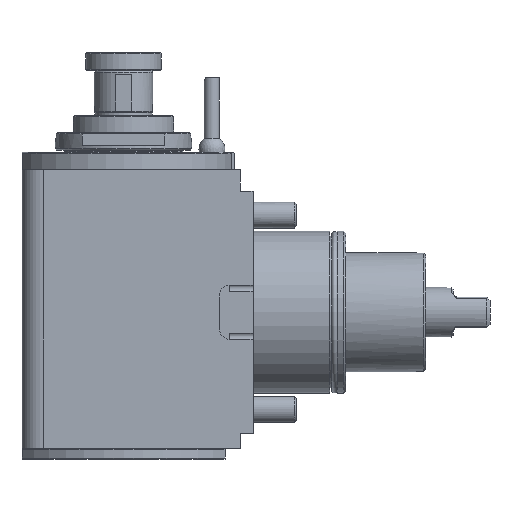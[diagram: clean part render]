
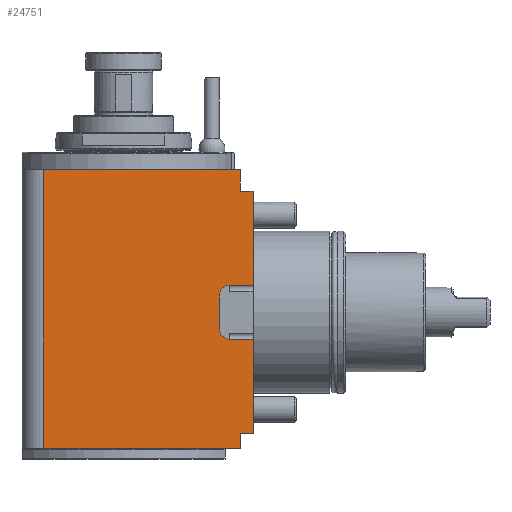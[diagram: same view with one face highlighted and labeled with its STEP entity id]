
A CAD part, left-side view. The second image highlights one B-rep face of the part: STEP entity #24751.
In plain terms, the highlighted planar face has unit normal (-1, 0, 0).
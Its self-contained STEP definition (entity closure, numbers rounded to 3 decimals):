
#346 = VERTEX_POINT ( 'NONE', #2650 ) ;
#655 = CARTESIAN_POINT ( 'NONE',  ( -56., -140., -63. ) ) ;
#948 = ORIENTED_EDGE ( 'NONE', *, *, #23816, .T. ) ;
#959 = VECTOR ( 'NONE', #15456, 1000. ) ;
#1064 = LINE ( 'NONE', #17666, #24232 ) ;
#1332 = VERTEX_POINT ( 'NONE', #25276 ) ;
#1785 = VECTOR ( 'NONE', #26113, 1000. ) ;
#2072 = CARTESIAN_POINT ( 'NONE',  ( -56., -60., -37.5 ) ) ;
#2251 = CARTESIAN_POINT ( 'NONE',  ( -56., -60., -56. ) ) ;
#2277 = DIRECTION ( 'NONE',  ( -1., 0., 0. ) ) ;
#2443 = VERTEX_POINT ( 'NONE', #16929 ) ;
#2650 = CARTESIAN_POINT ( 'NONE',  ( -56., -44.5, -8. ) ) ;
#2806 = FACE_OUTER_BOUND ( 'NONE', #18569, .T. ) ;
#2957 = CARTESIAN_POINT ( 'NONE',  ( -56., -140., 56. ) ) ;
#3326 = CARTESIAN_POINT ( 'NONE',  ( -56., -49., 12.5 ) ) ;
#3349 = DIRECTION ( 'NONE',  ( 0., -1., 0. ) ) ;
#3493 = EDGE_CURVE ( 'NONE', #14294, #16115, #8093, .T. ) ;
#3983 = CARTESIAN_POINT ( 'NONE',  ( -56., -60., 56. ) ) ;
#4117 = VERTEX_POINT ( 'NONE', #10284 ) ;
#4257 = ORIENTED_EDGE ( 'NONE', *, *, #24450, .T. ) ;
#4267 = DIRECTION ( 'NONE',  ( 0., -1., 0. ) ) ;
#4419 = CARTESIAN_POINT ( 'NONE',  ( -56., 37., 74.1 ) ) ;
#4562 = VECTOR ( 'NONE', #4267, 1000. ) ;
#4731 = VERTEX_POINT ( 'NONE', #23452 ) ;
#4778 = DIRECTION ( 'NONE',  ( -1., 0., 0. ) ) ;
#4984 = EDGE_CURVE ( 'NONE', #18233, #5294, #18561, .T. ) ;
#4998 = EDGE_CURVE ( 'NONE', #18233, #4731, #17084, .T. ) ;
#5294 = VERTEX_POINT ( 'NONE', #18933 ) ;
#6540 = CARTESIAN_POINT ( 'NONE',  ( -56., 37., -63. ) ) ;
#6559 = CIRCLE ( 'NONE', #14303, 4.5 ) ;
#6570 = CARTESIAN_POINT ( 'NONE',  ( -56., -54., 56. ) ) ;
#6816 = VERTEX_POINT ( 'NONE', #3983 ) ;
#6936 = ORIENTED_EDGE ( 'NONE', *, *, #20923, .T. ) ;
#7193 = DIRECTION ( 'NONE',  ( 0., 1., 0. ) ) ;
#7525 = ORIENTED_EDGE ( 'NONE', *, *, #4984, .T. ) ;
#7700 = CARTESIAN_POINT ( 'NONE',  ( -56., -54., 74.1 ) ) ;
#8053 = EDGE_CURVE ( 'NONE', #6816, #5294, #22388, .T. ) ;
#8093 = LINE ( 'NONE', #18461, #24364 ) ;
#8404 = ORIENTED_EDGE ( 'NONE', *, *, #23657, .T. ) ;
#8450 = DIRECTION ( 'NONE',  ( 0., 0., 1. ) ) ;
#9253 = DIRECTION ( 'NONE',  ( 0., 0., 1. ) ) ;
#9414 = LINE ( 'NONE', #2957, #23667 ) ;
#9456 = LINE ( 'NONE', #25755, #12889 ) ;
#9549 = CARTESIAN_POINT ( 'NONE',  ( -56., -140., -56. ) ) ;
#9884 = VECTOR ( 'NONE', #10253, 1000. ) ;
#10218 = DIRECTION ( 'NONE',  ( 0., 0., -1. ) ) ;
#10253 = DIRECTION ( 'NONE',  ( 0., 0., -1. ) ) ;
#10284 = CARTESIAN_POINT ( 'NONE',  ( -56., 37., 66.1 ) ) ;
#10567 = ORIENTED_EDGE ( 'NONE', *, *, #4998, .F. ) ;
#10597 = DIRECTION ( 'NONE',  ( 0., 0., -1. ) ) ;
#11105 = ORIENTED_EDGE ( 'NONE', *, *, #3493, .F. ) ;
#11220 = VECTOR ( 'NONE', #3349, 1000. ) ;
#12046 = VECTOR ( 'NONE', #26005, 1000. ) ;
#12497 = CARTESIAN_POINT ( 'NONE',  ( -56., -49., 8. ) ) ;
#12683 = LINE ( 'NONE', #655, #16412 ) ;
#12768 = ORIENTED_EDGE ( 'NONE', *, *, #22641, .T. ) ;
#12808 = VERTEX_POINT ( 'NONE', #14912 ) ;
#12851 = ORIENTED_EDGE ( 'NONE', *, *, #26212, .F. ) ;
#12889 = VECTOR ( 'NONE', #7193, 1000. ) ;
#13034 = VERTEX_POINT ( 'NONE', #6570 ) ;
#13527 = EDGE_CURVE ( 'NONE', #4731, #346, #13620, .T. ) ;
#13554 = ORIENTED_EDGE ( 'NONE', *, *, #18337, .F. ) ;
#13620 = LINE ( 'NONE', #25869, #12046 ) ;
#13669 = CARTESIAN_POINT ( 'NONE',  ( -56., -54., -63. ) ) ;
#13707 = EDGE_CURVE ( 'NONE', #6816, #13034, #9414, .T. ) ;
#14088 = ORIENTED_EDGE ( 'NONE', *, *, #8053, .F. ) ;
#14216 = AXIS2_PLACEMENT_3D ( 'NONE', #23385, #25807, #9253 ) ;
#14294 = VERTEX_POINT ( 'NONE', #25501 ) ;
#14303 = AXIS2_PLACEMENT_3D ( 'NONE', #20685, #4778, #8450 ) ;
#14912 = CARTESIAN_POINT ( 'NONE',  ( -56., -49., -12.5 ) ) ;
#15188 = PLANE ( 'NONE',  #14216 ) ;
#15456 = DIRECTION ( 'NONE',  ( 0., -1., 0. ) ) ;
#15763 = LINE ( 'NONE', #7700, #1785 ) ;
#16115 = VERTEX_POINT ( 'NONE', #2251 ) ;
#16412 = VECTOR ( 'NONE', #20748, 1000. ) ;
#16929 = CARTESIAN_POINT ( 'NONE',  ( -56., -54., -56. ) ) ;
#17084 = CIRCLE ( 'NONE', #21362, 4.5 ) ;
#17358 = LINE ( 'NONE', #25957, #959 ) ;
#17445 = VERTEX_POINT ( 'NONE', #6540 ) ;
#17666 = CARTESIAN_POINT ( 'NONE',  ( -56., -54., 74.1 ) ) ;
#17791 = LINE ( 'NONE', #9549, #11220 ) ;
#18019 = ORIENTED_EDGE ( 'NONE', *, *, #13707, .T. ) ;
#18233 = VERTEX_POINT ( 'NONE', #3326 ) ;
#18299 = CARTESIAN_POINT ( 'NONE',  ( -56., -140., 12.5 ) ) ;
#18337 = EDGE_CURVE ( 'NONE', #346, #12808, #6559, .T. ) ;
#18461 = CARTESIAN_POINT ( 'NONE',  ( -56., -60., -37.5 ) ) ;
#18561 = LINE ( 'NONE', #18299, #4562 ) ;
#18569 = EDGE_LOOP ( 'NONE', ( #6936, #948, #21647, #8404, #11105, #12851, #13554, #24373, #10567, #7525, #14088, #18019, #12768, #4257 ) ) ;
#18933 = CARTESIAN_POINT ( 'NONE',  ( -56., -60., 12.5 ) ) ;
#18977 = DIRECTION ( 'NONE',  ( 0., 0., -1. ) ) ;
#20567 = VERTEX_POINT ( 'NONE', #13669 ) ;
#20635 = EDGE_CURVE ( 'NONE', #20567, #2443, #1064, .T. ) ;
#20685 = CARTESIAN_POINT ( 'NONE',  ( -56., -49., -8. ) ) ;
#20748 = DIRECTION ( 'NONE',  ( 0., -1., 0. ) ) ;
#20923 = EDGE_CURVE ( 'NONE', #4117, #17445, #24903, .T. ) ;
#21362 = AXIS2_PLACEMENT_3D ( 'NONE', #12497, #2277, #10597 ) ;
#21528 = DIRECTION ( 'NONE',  ( 0., 1., 0. ) ) ;
#21647 = ORIENTED_EDGE ( 'NONE', *, *, #20635, .T. ) ;
#21680 = VECTOR ( 'NONE', #18977, 1000. ) ;
#22388 = LINE ( 'NONE', #2072, #9884 ) ;
#22641 = EDGE_CURVE ( 'NONE', #13034, #1332, #15763, .T. ) ;
#23385 = CARTESIAN_POINT ( 'NONE',  ( -56., -140., 74.1 ) ) ;
#23452 = CARTESIAN_POINT ( 'NONE',  ( -56., -44.5, 8. ) ) ;
#23657 = EDGE_CURVE ( 'NONE', #2443, #16115, #17791, .T. ) ;
#23667 = VECTOR ( 'NONE', #21528, 1000. ) ;
#23816 = EDGE_CURVE ( 'NONE', #17445, #20567, #12683, .T. ) ;
#24232 = VECTOR ( 'NONE', #25722, 1000. ) ;
#24364 = VECTOR ( 'NONE', #10218, 1000. ) ;
#24373 = ORIENTED_EDGE ( 'NONE', *, *, #13527, .F. ) ;
#24450 = EDGE_CURVE ( 'NONE', #1332, #4117, #9456, .T. ) ;
#24751 = ADVANCED_FACE ( 'Defeature completata1_10', ( #2806 ), #15188, .T. ) ;
#24903 = LINE ( 'NONE', #4419, #21680 ) ;
#25276 = CARTESIAN_POINT ( 'NONE',  ( -56., -54., 66.1 ) ) ;
#25501 = CARTESIAN_POINT ( 'NONE',  ( -56., -60., -12.5 ) ) ;
#25722 = DIRECTION ( 'NONE',  ( 0., 0., 1. ) ) ;
#25755 = CARTESIAN_POINT ( 'NONE',  ( -56., -140., 66.1 ) ) ;
#25807 = DIRECTION ( 'NONE',  ( -1., 0., 0. ) ) ;
#25869 = CARTESIAN_POINT ( 'NONE',  ( -56., -44.5, -8. ) ) ;
#25957 = CARTESIAN_POINT ( 'NONE',  ( -56., -63.791, -12.5 ) ) ;
#26005 = DIRECTION ( 'NONE',  ( 0., 0., -1. ) ) ;
#26113 = DIRECTION ( 'NONE',  ( 0., 0., 1. ) ) ;
#26212 = EDGE_CURVE ( 'NONE', #12808, #14294, #17358, .T. ) ;
